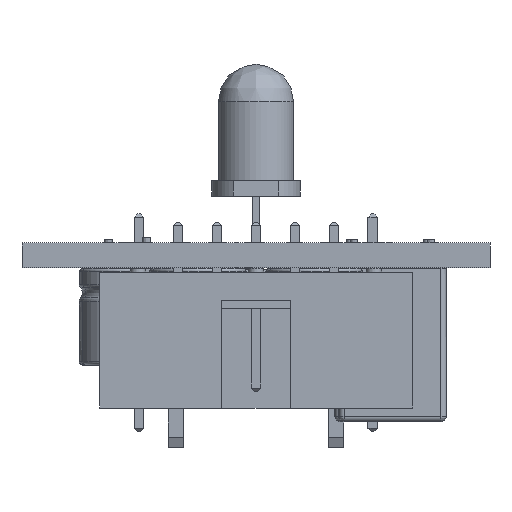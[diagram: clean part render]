
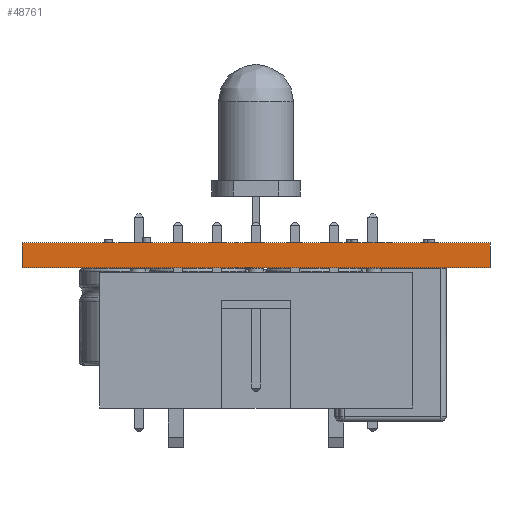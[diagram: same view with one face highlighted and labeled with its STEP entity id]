
A CAD part, front view. The second image highlights one B-rep face of the part: STEP entity #48761.
In plain terms, the highlighted planar face has unit normal (0, -1, 0).
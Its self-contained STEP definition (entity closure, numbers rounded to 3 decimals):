
#48645 = EDGE_CURVE('',#48646,#48648,#48650,.T.);
#48646 = VERTEX_POINT('',#48647);
#48647 = CARTESIAN_POINT('',(116.84,-228.6,0.));
#48648 = VERTEX_POINT('',#48649);
#48649 = CARTESIAN_POINT('',(116.84,-228.6,1.6));
#48650 = SURFACE_CURVE('',#48651,(#48655,#48667),.PCURVE_S1.);
#48651 = LINE('',#48652,#48653);
#48652 = CARTESIAN_POINT('',(116.84,-228.6,0.));
#48653 = VECTOR('',#48654,1.);
#48654 = DIRECTION('',(0.,0.,1.));
#48655 = PCURVE('',#48656,#48661);
#48656 = PLANE('',#48657);
#48657 = AXIS2_PLACEMENT_3D('',#48658,#48659,#48660);
#48658 = CARTESIAN_POINT('',(116.84,-228.6,0.));
#48659 = DIRECTION('',(-1.,0.,0.));
#48660 = DIRECTION('',(0.,1.,0.));
#48661 = DEFINITIONAL_REPRESENTATION('',(#48662),#48666);
#48662 = LINE('',#48663,#48664);
#48663 = CARTESIAN_POINT('',(0.,0.));
#48664 = VECTOR('',#48665,1.);
#48665 = DIRECTION('',(0.,-1.));
#48666 = ( GEOMETRIC_REPRESENTATION_CONTEXT(2) 
PARAMETRIC_REPRESENTATION_CONTEXT() REPRESENTATION_CONTEXT('2D SPACE',''
  ) );
#48667 = PCURVE('',#48668,#48673);
#48668 = PLANE('',#48669);
#48669 = AXIS2_PLACEMENT_3D('',#48670,#48671,#48672);
#48670 = CARTESIAN_POINT('',(86.36,-228.6,0.));
#48671 = DIRECTION('',(0.,1.,0.));
#48672 = DIRECTION('',(1.,0.,0.));
#48673 = DEFINITIONAL_REPRESENTATION('',(#48674),#48678);
#48674 = LINE('',#48675,#48676);
#48675 = CARTESIAN_POINT('',(30.48,0.));
#48676 = VECTOR('',#48677,1.);
#48677 = DIRECTION('',(0.,-1.));
#48678 = ( GEOMETRIC_REPRESENTATION_CONTEXT(2) 
PARAMETRIC_REPRESENTATION_CONTEXT() REPRESENTATION_CONTEXT('2D SPACE',''
  ) );
#48696 = PLANE('',#48697);
#48697 = AXIS2_PLACEMENT_3D('',#48698,#48699,#48700);
#48698 = CARTESIAN_POINT('',(101.6,-133.35,1.6));
#48699 = DIRECTION('',(0.,0.,1.));
#48700 = DIRECTION('',(1.,0.,-0.));
#48750 = PLANE('',#48751);
#48751 = AXIS2_PLACEMENT_3D('',#48752,#48753,#48754);
#48752 = CARTESIAN_POINT('',(101.6,-133.35,0.));
#48753 = DIRECTION('',(0.,0.,1.));
#48754 = DIRECTION('',(1.,0.,-0.));
#48761 = ADVANCED_FACE('',(#48762),#48668,.F.);
#48762 = FACE_BOUND('',#48763,.F.);
#48763 = EDGE_LOOP('',(#48764,#48794,#48815,#48816));
#48764 = ORIENTED_EDGE('',*,*,#48765,.T.);
#48765 = EDGE_CURVE('',#48766,#48768,#48770,.T.);
#48766 = VERTEX_POINT('',#48767);
#48767 = CARTESIAN_POINT('',(86.36,-228.6,0.));
#48768 = VERTEX_POINT('',#48769);
#48769 = CARTESIAN_POINT('',(86.36,-228.6,1.6));
#48770 = SURFACE_CURVE('',#48771,(#48775,#48782),.PCURVE_S1.);
#48771 = LINE('',#48772,#48773);
#48772 = CARTESIAN_POINT('',(86.36,-228.6,0.));
#48773 = VECTOR('',#48774,1.);
#48774 = DIRECTION('',(0.,0.,1.));
#48775 = PCURVE('',#48668,#48776);
#48776 = DEFINITIONAL_REPRESENTATION('',(#48777),#48781);
#48777 = LINE('',#48778,#48779);
#48778 = CARTESIAN_POINT('',(0.,0.));
#48779 = VECTOR('',#48780,1.);
#48780 = DIRECTION('',(0.,-1.));
#48781 = ( GEOMETRIC_REPRESENTATION_CONTEXT(2) 
PARAMETRIC_REPRESENTATION_CONTEXT() REPRESENTATION_CONTEXT('2D SPACE',''
  ) );
#48782 = PCURVE('',#48783,#48788);
#48783 = PLANE('',#48784);
#48784 = AXIS2_PLACEMENT_3D('',#48785,#48786,#48787);
#48785 = CARTESIAN_POINT('',(86.36,-38.1,0.));
#48786 = DIRECTION('',(1.,0.,-0.));
#48787 = DIRECTION('',(0.,-1.,0.));
#48788 = DEFINITIONAL_REPRESENTATION('',(#48789),#48793);
#48789 = LINE('',#48790,#48791);
#48790 = CARTESIAN_POINT('',(190.5,0.));
#48791 = VECTOR('',#48792,1.);
#48792 = DIRECTION('',(0.,-1.));
#48793 = ( GEOMETRIC_REPRESENTATION_CONTEXT(2) 
PARAMETRIC_REPRESENTATION_CONTEXT() REPRESENTATION_CONTEXT('2D SPACE',''
  ) );
#48794 = ORIENTED_EDGE('',*,*,#48795,.T.);
#48795 = EDGE_CURVE('',#48768,#48648,#48796,.T.);
#48796 = SURFACE_CURVE('',#48797,(#48801,#48808),.PCURVE_S1.);
#48797 = LINE('',#48798,#48799);
#48798 = CARTESIAN_POINT('',(86.36,-228.6,1.6));
#48799 = VECTOR('',#48800,1.);
#48800 = DIRECTION('',(1.,0.,0.));
#48801 = PCURVE('',#48668,#48802);
#48802 = DEFINITIONAL_REPRESENTATION('',(#48803),#48807);
#48803 = LINE('',#48804,#48805);
#48804 = CARTESIAN_POINT('',(0.,-1.6));
#48805 = VECTOR('',#48806,1.);
#48806 = DIRECTION('',(1.,0.));
#48807 = ( GEOMETRIC_REPRESENTATION_CONTEXT(2) 
PARAMETRIC_REPRESENTATION_CONTEXT() REPRESENTATION_CONTEXT('2D SPACE',''
  ) );
#48808 = PCURVE('',#48696,#48809);
#48809 = DEFINITIONAL_REPRESENTATION('',(#48810),#48814);
#48810 = LINE('',#48811,#48812);
#48811 = CARTESIAN_POINT('',(-15.24,-95.25));
#48812 = VECTOR('',#48813,1.);
#48813 = DIRECTION('',(1.,0.));
#48814 = ( GEOMETRIC_REPRESENTATION_CONTEXT(2) 
PARAMETRIC_REPRESENTATION_CONTEXT() REPRESENTATION_CONTEXT('2D SPACE',''
  ) );
#48815 = ORIENTED_EDGE('',*,*,#48645,.F.);
#48816 = ORIENTED_EDGE('',*,*,#48817,.F.);
#48817 = EDGE_CURVE('',#48766,#48646,#48818,.T.);
#48818 = SURFACE_CURVE('',#48819,(#48823,#48830),.PCURVE_S1.);
#48819 = LINE('',#48820,#48821);
#48820 = CARTESIAN_POINT('',(86.36,-228.6,0.));
#48821 = VECTOR('',#48822,1.);
#48822 = DIRECTION('',(1.,0.,0.));
#48823 = PCURVE('',#48668,#48824);
#48824 = DEFINITIONAL_REPRESENTATION('',(#48825),#48829);
#48825 = LINE('',#48826,#48827);
#48826 = CARTESIAN_POINT('',(0.,0.));
#48827 = VECTOR('',#48828,1.);
#48828 = DIRECTION('',(1.,0.));
#48829 = ( GEOMETRIC_REPRESENTATION_CONTEXT(2) 
PARAMETRIC_REPRESENTATION_CONTEXT() REPRESENTATION_CONTEXT('2D SPACE',''
  ) );
#48830 = PCURVE('',#48750,#48831);
#48831 = DEFINITIONAL_REPRESENTATION('',(#48832),#48836);
#48832 = LINE('',#48833,#48834);
#48833 = CARTESIAN_POINT('',(-15.24,-95.25));
#48834 = VECTOR('',#48835,1.);
#48835 = DIRECTION('',(1.,0.));
#48836 = ( GEOMETRIC_REPRESENTATION_CONTEXT(2) 
PARAMETRIC_REPRESENTATION_CONTEXT() REPRESENTATION_CONTEXT('2D SPACE',''
  ) );
